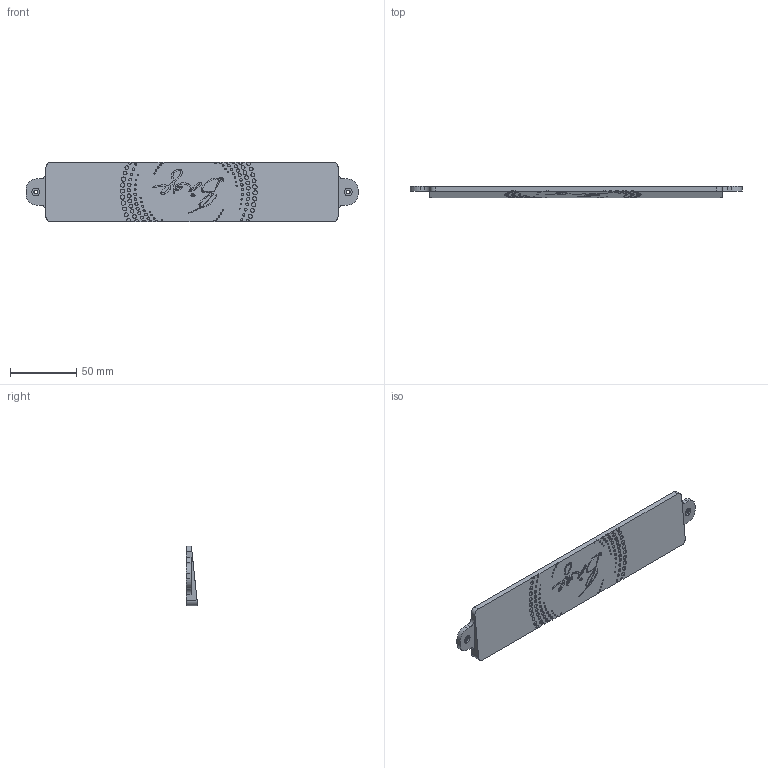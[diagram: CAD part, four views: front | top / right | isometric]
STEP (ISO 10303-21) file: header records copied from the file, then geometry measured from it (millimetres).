
FILE_DESCRIPTION(/* description */ (''),/* implementation_level */ '2;1');
FILE_NAME(/* name */ 'Weight.step',/* time_stamp */ '2023-10-05T11:20:01-07:00',/* author */ (''),/* organization */ (''),/* preprocessor_version */ 'ST-DEVELOPER v20',/* originating_system */ 'Autodesk Translation Framework v12.14.0.127',/* authorisation */ '');
FILE_SCHEMA (('AUTOMOTIVE_DESIGN { 1 0 10303 214 3 1 1 }'));
Length unit declared in the file: millimetre
Products named in the file (1): Weight
Bounding box: 249.75 x 8.43 x 44.75 mm (x, y, z)
Volume: 61249.5 mm3; surface area: 24686 mm2
Topology: 1 solids, 1 shells, 607 faces, 1516 edges, 1010 vertices
Faces by surface type: bspline 453, plane 136, cylinder 16, cone 2
Full cylindrical faces by diameter (mm): 3 x2, 6 x2
Entity records: 19222 total; most frequent: CARTESIAN_POINT 9165, ORIENTED_EDGE 3032, EDGE_CURVE 1516, VERTEX_POINT 1010, DIRECTION 926, EDGE_LOOP 710, FACE_OUTER_BOUND 607, ADVANCED_FACE 607
